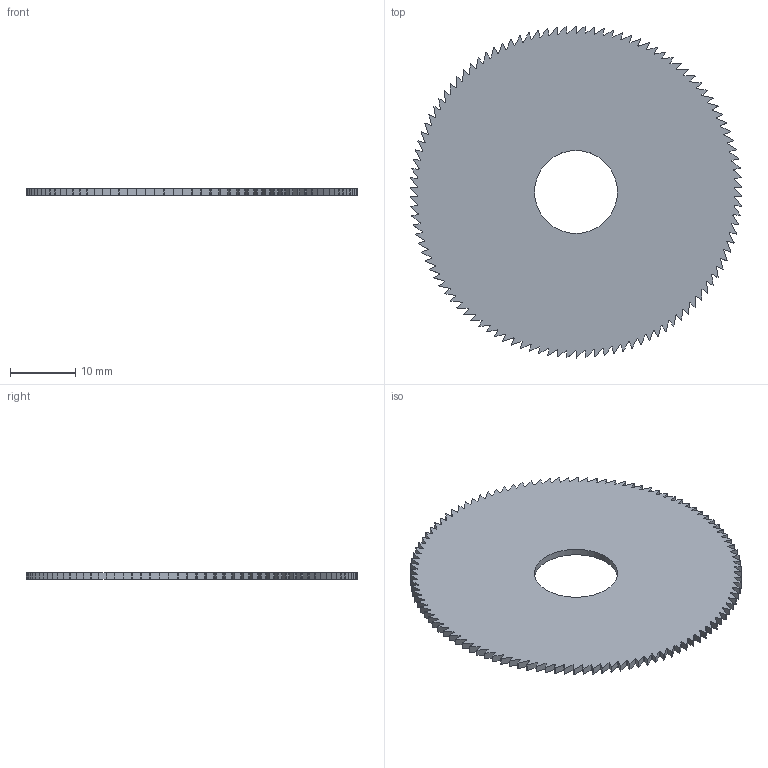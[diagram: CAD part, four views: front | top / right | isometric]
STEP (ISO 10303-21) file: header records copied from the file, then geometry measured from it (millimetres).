
FILE_DESCRIPTION(/* description */ ('STEP AP203'),/* implementation_level */ '2;1');
FILE_NAME(/* name */ '3044A65_Smooth-Finish Slitting Saw v1.step',/* time_stamp */ '2025-11-15T13:47:52-08:00',/* author */ (''),/* organization */ (''),/* preprocessor_version */ 'ST-DEVELOPER v20.1',/* originating_system */ 'Autodesk Translation Framework v14.17.0.0',/* authorisation */ '');
FILE_SCHEMA (('AUTOMOTIVE_DESIGN { 1 0 10303 214 3 1 1 }','MODEL_BASED_INTEGRATED_MANUFACTURING_SCHEMA'));
Length unit declared in the file: millimetre
Products named in the file (1): 3044A65_Smooth-Finish Slitting Saw
Bounding box: 50.78 x 50.8 x 1.02 mm (x, y, z)
Volume: 1838.2 mm3; surface area: 3987.1 mm2
Topology: 1 solids, 1 shells, 443 faces, 1323 edges, 882 vertices
Faces by surface type: plane 222, cylinder 221
Full cylindrical faces by diameter (mm): 12.7 x1
Entity records: 15056 total; most frequent: DIRECTION 2653, CARTESIAN_POINT 2649, ORIENTED_EDGE 2646, EDGE_CURVE 1323, AXIS2_PLACEMENT_3D 886, VERTEX_POINT 882, LINE 881, VECTOR 881
